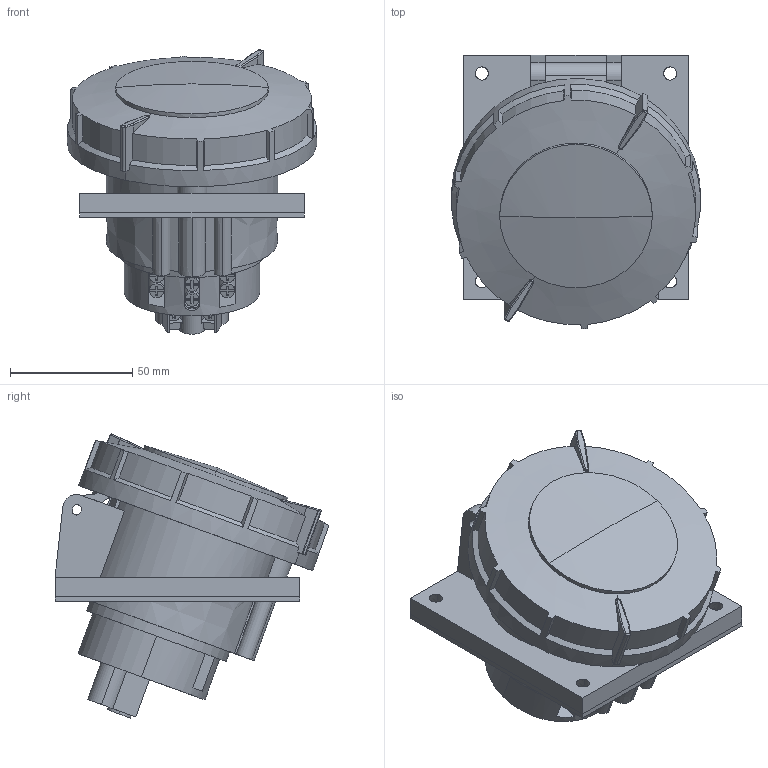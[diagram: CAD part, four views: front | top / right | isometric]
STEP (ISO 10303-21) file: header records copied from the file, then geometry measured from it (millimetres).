
FILE_DESCRIPTION (( 'STEP AP214' ), '1' );
FILE_NAME ('PSR42-032-5-0-67 Ðîçåòêà âñòð. óãë. ÑÑÈ-4252 32À-6÷ 380Â 3P+PE+N IP67 IEK.STEP', '2025-12-25T13:26:34', ( '' ), ( '' ), 'SwSTEP 2.0', 'SolidWorks 2022', '' );
FILE_SCHEMA (( 'AUTOMOTIVE_DESIGN' ));
Length unit declared in the file: millimetre
Products named in the file (1): PSR42-032-5-0-67 Розетка встр. угл. ССИ-4252 32А-6ч 380В 3P+PE+N IP67 IEK
Bounding box: 101.94 x 111.98 x 116.19 mm (x, y, z)
Volume: 361571.2 mm3; surface area: 108603.5 mm2
Topology: 2 solids, 2 shells, 639 faces, 1734 edges, 1127 vertices
Faces by surface type: plane 323, cylinder 200, cone 82, bspline 26, sphere 8
Entity records: 22660 total; most frequent: CARTESIAN_POINT 6733, ORIENTED_EDGE 3428, DIRECTION 3190, EDGE_CURVE 1714, AXIS2_PLACEMENT_3D 1156, VERTEX_POINT 1127, VECTOR 878, LINE 878
